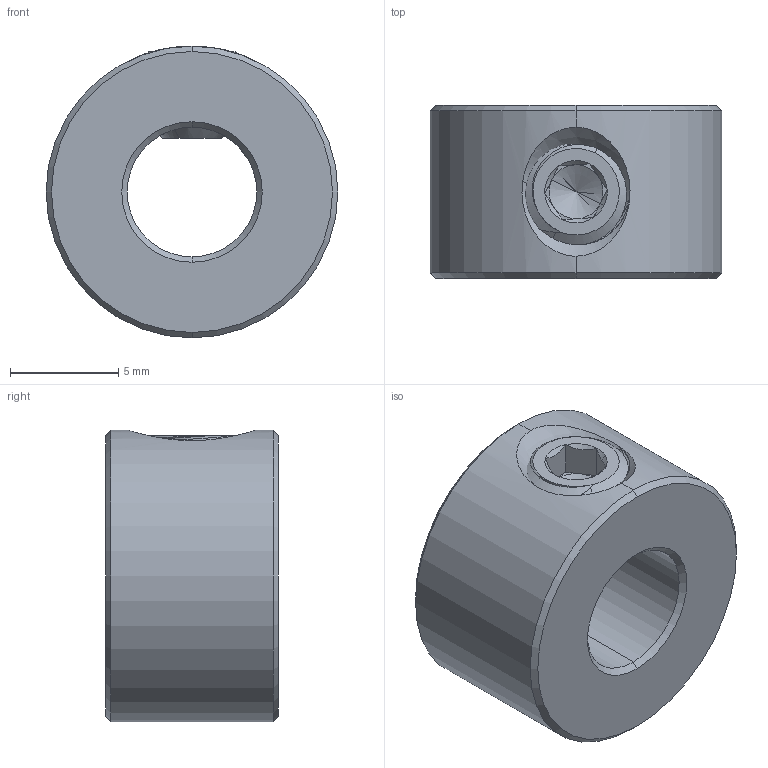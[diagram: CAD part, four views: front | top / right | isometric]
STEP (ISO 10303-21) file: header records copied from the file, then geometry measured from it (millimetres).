
FILE_DESCRIPTION (( 'STEP AP203' ), '1' );
FILE_NAME ('2906-0006-0008 assembly.STEP', '2017-04-06T13:44:28', ( '' ), ( '' ), 'SwSTEP 2.0', 'SolidWorks 2016', '' );
FILE_SCHEMA (( 'CONFIG_CONTROL_DESIGN' ));
Length unit declared in the file: millimetre
Products named in the file (3): 2906-0006-0008; 2806-0004-0004_91390A117; 2906-0006-0008 assembly
Assembly tree (2 placements, depth 2):
  2906-0006-0008 assembly
    2906-0006-0008
    2806-0004-0004_91390A117
Bounding box: 13.5 x 8 x 13.5 mm (x, y, z)
Volume: 896.6 mm3; surface area: 874.6 mm2
Topology: 2 solids, 2 shells, 88 faces, 230 edges, 141 vertices
Faces by surface type: cylinder 36, cone 27, plane 15, bspline 10
Entity records: 9856 total; most frequent: CARTESIAN_POINT 7721, ORIENTED_EDGE 452, DIRECTION 317, EDGE_CURVE 226, VERTEX_POINT 141, AXIS2_PLACEMENT_3D 124, EDGE_LOOP 91, FACE_OUTER_BOUND 88
